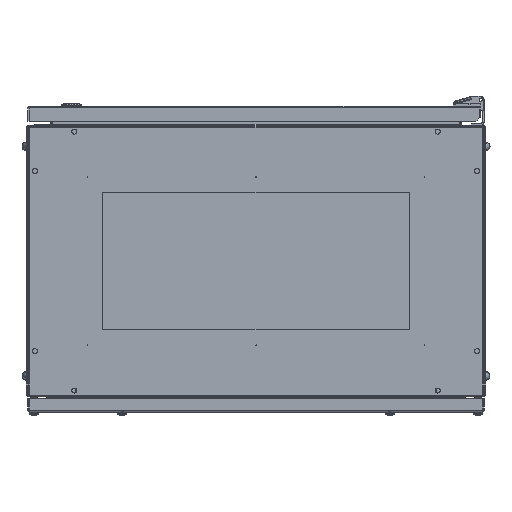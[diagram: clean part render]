
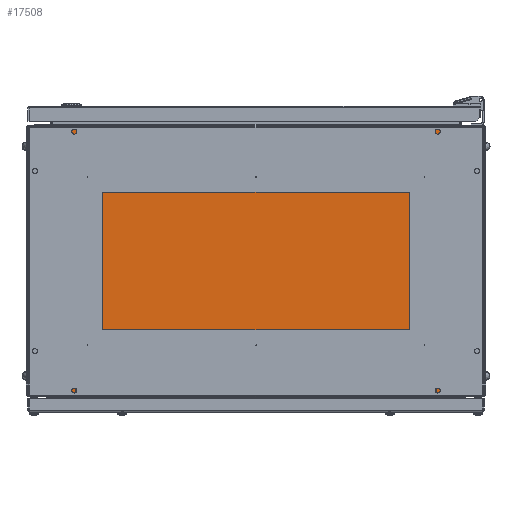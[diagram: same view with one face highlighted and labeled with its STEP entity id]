
A CAD part, front view. The second image highlights one B-rep face of the part: STEP entity #17508.
In plain terms, the highlighted face is planar.
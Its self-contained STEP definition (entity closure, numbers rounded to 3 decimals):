
#791 = CARTESIAN_POINT ( 'NONE',  ( -1.5, -581.6, -320.6 ) ) ;
#1331 = CIRCLE ( 'NONE', #19953, 7. ) ;
#1466 = VERTEX_POINT ( 'NONE', #10251 ) ;
#1530 = EDGE_CURVE ( 'NONE', #5268, #45098, #21914, .T. ) ;
#1599 = CIRCLE ( 'NONE', #8096, 7. ) ;
#1675 = CARTESIAN_POINT ( 'NONE',  ( -1.5, -14.9, -20.6 ) ) ;
#2023 = VERTEX_POINT ( 'NONE', #46178 ) ;
#2055 = EDGE_CURVE ( 'NONE', #10825, #7026, #19568, .T. ) ;
#3284 = DIRECTION ( 'NONE',  ( 0., 0., 1. ) ) ;
#4225 = LINE ( 'NONE', #43532, #26464 ) ;
#4478 = DIRECTION ( 'NONE',  ( 0., 0., 1. ) ) ;
#5268 = VERTEX_POINT ( 'NONE', #24866 ) ;
#5847 = EDGE_CURVE ( 'NONE', #28224, #1466, #20630, .T. ) ;
#7020 = DIRECTION ( 'NONE',  ( 1., 0., 0. ) ) ;
#7026 = VERTEX_POINT ( 'NONE', #12697 ) ;
#7161 = ORIENTED_EDGE ( 'NONE', *, *, #1530, .F. ) ;
#7256 = CARTESIAN_POINT ( 'NONE',  ( -1.5, -14.9, -27.6 ) ) ;
#7280 = CARTESIAN_POINT ( 'NONE',  ( -1.5, -581.6, -27.6 ) ) ;
#7587 = CIRCLE ( 'NONE', #14057, 7. ) ;
#8096 = AXIS2_PLACEMENT_3D ( 'NONE', #10947, #44926, #44682 ) ;
#8260 = DIRECTION ( 'NONE',  ( 0., 0., -1. ) ) ;
#9765 = FACE_BOUND ( 'NONE', #14033, .T. ) ;
#9994 = DIRECTION ( 'NONE',  ( 1., 0., 0. ) ) ;
#10023 = CARTESIAN_POINT ( 'NONE',  ( -1.5, -594., -2.5 ) ) ;
#10251 = CARTESIAN_POINT ( 'NONE',  ( -1.5, -14.9, -34.6 ) ) ;
#10318 = EDGE_LOOP ( 'NONE', ( #33575, #29433 ) ) ;
#10673 = CARTESIAN_POINT ( 'NONE',  ( -1.5, -581.6, -27.6 ) ) ;
#10825 = VERTEX_POINT ( 'NONE', #17131 ) ;
#10947 = CARTESIAN_POINT ( 'NONE',  ( -1.5, -581.6, -327.6 ) ) ;
#10966 = VERTEX_POINT ( 'NONE', #30753 ) ;
#11542 = EDGE_LOOP ( 'NONE', ( #13733, #28421, #49482, #7161 ) ) ;
#11894 = AXIS2_PLACEMENT_3D ( 'NONE', #31243, #46731, #26187 ) ;
#12577 = ORIENTED_EDGE ( 'NONE', *, *, #20941, .T. ) ;
#12697 = CARTESIAN_POINT ( 'NONE',  ( -1.5, -581.6, -34.6 ) ) ;
#13551 = ORIENTED_EDGE ( 'NONE', *, *, #2055, .T. ) ;
#13733 = ORIENTED_EDGE ( 'NONE', *, *, #42366, .F. ) ;
#13802 = PLANE ( 'NONE',  #39402 ) ;
#14033 = EDGE_LOOP ( 'NONE', ( #25763, #24350 ) ) ;
#14057 = AXIS2_PLACEMENT_3D ( 'NONE', #47081, #42767, #27047 ) ;
#14538 = CARTESIAN_POINT ( 'NONE',  ( -1.5, -581.6, -327.6 ) ) ;
#14712 = EDGE_LOOP ( 'NONE', ( #42789, #25148 ) ) ;
#15329 = DIRECTION ( 'NONE',  ( 0., 1., 0. ) ) ;
#15388 = CARTESIAN_POINT ( 'NONE',  ( -1.5, -594., -352.7 ) ) ;
#15392 = CARTESIAN_POINT ( 'NONE',  ( -1.5, -2.5, -352.7 ) ) ;
#15858 = VERTEX_POINT ( 'NONE', #21884 ) ;
#17131 = CARTESIAN_POINT ( 'NONE',  ( -1.5, -581.6, -20.6 ) ) ;
#17508 = ADVANCED_FACE ( 'NONE', ( #18101, #36853, #29010, #9765, #33044 ), #13802, .F. ) ;
#17738 = EDGE_CURVE ( 'NONE', #27647, #2023, #30371, .T. ) ;
#18101 = FACE_BOUND ( 'NONE', #40197, .T. ) ;
#18844 = DIRECTION ( 'NONE',  ( 1., 0., 0. ) ) ;
#19568 = CIRCLE ( 'NONE', #20374, 7. ) ;
#19629 = LINE ( 'NONE', #31274, #35901 ) ;
#19953 = AXIS2_PLACEMENT_3D ( 'NONE', #7280, #7020, #34375 ) ;
#20374 = AXIS2_PLACEMENT_3D ( 'NONE', #10673, #38040, #23342 ) ;
#20630 = CIRCLE ( 'NONE', #28725, 7. ) ;
#20941 = EDGE_CURVE ( 'NONE', #7026, #10825, #1331, .T. ) ;
#21216 = EDGE_CURVE ( 'NONE', #10966, #15858, #7587, .T. ) ;
#21255 = VERTEX_POINT ( 'NONE', #15388 ) ;
#21652 = CARTESIAN_POINT ( 'NONE',  ( -1.5, -596.5, 0. ) ) ;
#21884 = CARTESIAN_POINT ( 'NONE',  ( -1.5, -14.9, -334.6 ) ) ;
#21914 = LINE ( 'NONE', #44731, #33757 ) ;
#22952 = DIRECTION ( 'NONE',  ( 1., 0., 0. ) ) ;
#23090 = EDGE_CURVE ( 'NONE', #21255, #48833, #19629, .T. ) ;
#23342 = DIRECTION ( 'NONE',  ( 0., 0., 1. ) ) ;
#24350 = ORIENTED_EDGE ( 'NONE', *, *, #5847, .T. ) ;
#24866 = CARTESIAN_POINT ( 'NONE',  ( -1.5, -2.5, -2.5 ) ) ;
#25148 = ORIENTED_EDGE ( 'NONE', *, *, #21216, .T. ) ;
#25442 = DIRECTION ( 'NONE',  ( 0., 0., -1. ) ) ;
#25763 = ORIENTED_EDGE ( 'NONE', *, *, #46263, .T. ) ;
#26187 = DIRECTION ( 'NONE',  ( 0., 0., -1. ) ) ;
#26464 = VECTOR ( 'NONE', #27815, 1000. ) ;
#27037 = EDGE_CURVE ( 'NONE', #2023, #27647, #1599, .T. ) ;
#27047 = DIRECTION ( 'NONE',  ( 0., 0., 1. ) ) ;
#27647 = VERTEX_POINT ( 'NONE', #791 ) ;
#27815 = DIRECTION ( 'NONE',  ( 0., 0., -1. ) ) ;
#28224 = VERTEX_POINT ( 'NONE', #1675 ) ;
#28421 = ORIENTED_EDGE ( 'NONE', *, *, #23090, .F. ) ;
#28725 = AXIS2_PLACEMENT_3D ( 'NONE', #7256, #22952, #8260 ) ;
#29010 = FACE_BOUND ( 'NONE', #14712, .T. ) ;
#29365 = CIRCLE ( 'NONE', #30150, 7. ) ;
#29433 = ORIENTED_EDGE ( 'NONE', *, *, #17738, .T. ) ;
#30053 = EDGE_CURVE ( 'NONE', #45098, #21255, #4225, .T. ) ;
#30150 = AXIS2_PLACEMENT_3D ( 'NONE', #34712, #30904, #3284 ) ;
#30371 = CIRCLE ( 'NONE', #38482, 7. ) ;
#30526 = CARTESIAN_POINT ( 'NONE',  ( -1.5, -2.5, -352.7 ) ) ;
#30753 = CARTESIAN_POINT ( 'NONE',  ( -1.5, -14.9, -320.6 ) ) ;
#30904 = DIRECTION ( 'NONE',  ( 1., 0., 0. ) ) ;
#31243 = CARTESIAN_POINT ( 'NONE',  ( -1.5, -14.9, -27.6 ) ) ;
#31274 = CARTESIAN_POINT ( 'NONE',  ( -1.5, -596.5, -352.7 ) ) ;
#33044 = FACE_OUTER_BOUND ( 'NONE', #11542, .T. ) ;
#33575 = ORIENTED_EDGE ( 'NONE', *, *, #27037, .T. ) ;
#33757 = VECTOR ( 'NONE', #33789, 1000. ) ;
#33789 = DIRECTION ( 'NONE',  ( 0., -1., 0. ) ) ;
#34275 = DIRECTION ( 'NONE',  ( 0., 0., -1. ) ) ;
#34375 = DIRECTION ( 'NONE',  ( 0., 0., 1. ) ) ;
#34462 = VECTOR ( 'NONE', #4478, 1000. ) ;
#34712 = CARTESIAN_POINT ( 'NONE',  ( -1.5, -14.9, -327.6 ) ) ;
#35901 = VECTOR ( 'NONE', #15329, 1000. ) ;
#36853 = FACE_BOUND ( 'NONE', #10318, .T. ) ;
#38040 = DIRECTION ( 'NONE',  ( 1., 0., 0. ) ) ;
#38329 = EDGE_CURVE ( 'NONE', #15858, #10966, #29365, .T. ) ;
#38482 = AXIS2_PLACEMENT_3D ( 'NONE', #14538, #18844, #34275 ) ;
#39209 = LINE ( 'NONE', #15392, #34462 ) ;
#39402 = AXIS2_PLACEMENT_3D ( 'NONE', #21652, #9994, #25442 ) ;
#40197 = EDGE_LOOP ( 'NONE', ( #12577, #13551 ) ) ;
#42366 = EDGE_CURVE ( 'NONE', #48833, #5268, #39209, .T. ) ;
#42767 = DIRECTION ( 'NONE',  ( 1., 0., 0. ) ) ;
#42789 = ORIENTED_EDGE ( 'NONE', *, *, #38329, .T. ) ;
#43532 = CARTESIAN_POINT ( 'NONE',  ( -1.5, -594., -2.5 ) ) ;
#44682 = DIRECTION ( 'NONE',  ( 0., 0., -1. ) ) ;
#44731 = CARTESIAN_POINT ( 'NONE',  ( -1.5, 0., -2.5 ) ) ;
#44926 = DIRECTION ( 'NONE',  ( 1., 0., 0. ) ) ;
#45098 = VERTEX_POINT ( 'NONE', #10023 ) ;
#46178 = CARTESIAN_POINT ( 'NONE',  ( -1.5, -581.6, -334.6 ) ) ;
#46263 = EDGE_CURVE ( 'NONE', #1466, #28224, #49143, .T. ) ;
#46731 = DIRECTION ( 'NONE',  ( 1., 0., 0. ) ) ;
#47081 = CARTESIAN_POINT ( 'NONE',  ( -1.5, -14.9, -327.6 ) ) ;
#48833 = VERTEX_POINT ( 'NONE', #30526 ) ;
#49143 = CIRCLE ( 'NONE', #11894, 7. ) ;
#49482 = ORIENTED_EDGE ( 'NONE', *, *, #30053, .F. ) ;
